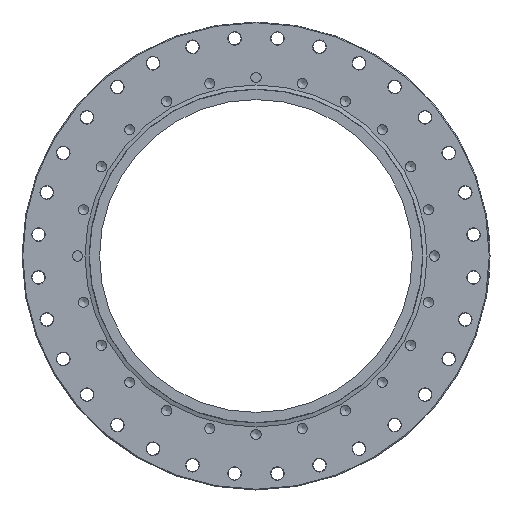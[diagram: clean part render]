
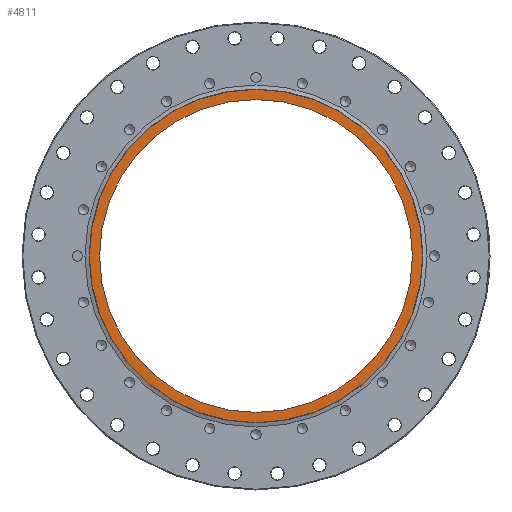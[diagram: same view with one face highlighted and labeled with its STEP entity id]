
A CAD part, front view. The second image highlights one B-rep face of the part: STEP entity #4811.
In plain terms, the highlighted planar face has unit normal (0, -1, 0).
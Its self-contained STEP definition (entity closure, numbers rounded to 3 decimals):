
#311=FACE_BOUND('',#1022,.T.);
#346=PLANE('',#5337);
#669=FACE_OUTER_BOUND('',#1021,.T.);
#1021=EDGE_LOOP('',(#4443,#4444));
#1022=EDGE_LOOP('',(#4445,#4446));
#1838=CIRCLE('',#5335,101.6);
#1839=CIRCLE('',#5336,101.6);
#1840=CIRCLE('',#5338,108.265);
#1841=CIRCLE('',#5339,108.265);
#2327=VERTEX_POINT('',#21130);
#2328=VERTEX_POINT('',#21132);
#2329=VERTEX_POINT('',#21136);
#2330=VERTEX_POINT('',#21137);
#3034=EDGE_CURVE('',#2328,#2327,#1838,.T.);
#3035=EDGE_CURVE('',#2327,#2328,#1839,.T.);
#3036=EDGE_CURVE('',#2329,#2330,#1840,.T.);
#3037=EDGE_CURVE('',#2330,#2329,#1841,.T.);
#4443=ORIENTED_EDGE('',*,*,#3036,.F.);
#4444=ORIENTED_EDGE('',*,*,#3037,.F.);
#4445=ORIENTED_EDGE('',*,*,#3034,.T.);
#4446=ORIENTED_EDGE('',*,*,#3035,.T.);
#4811=ADVANCED_FACE('',(#669,#311),#346,.T.);
#5335=AXIS2_PLACEMENT_3D('',#21133,#6601,#6602);
#5336=AXIS2_PLACEMENT_3D('',#21134,#6603,#6604);
#5337=AXIS2_PLACEMENT_3D('',#21135,#6605,#6606);
#5338=AXIS2_PLACEMENT_3D('',#21138,#6607,#6608);
#5339=AXIS2_PLACEMENT_3D('',#21139,#6609,#6610);
#6601=DIRECTION('center_axis',(0.,1.,0.));
#6602=DIRECTION('ref_axis',(1.,0.,0.));
#6603=DIRECTION('center_axis',(0.,1.,0.));
#6604=DIRECTION('ref_axis',(1.,0.,0.));
#6605=DIRECTION('center_axis',(0.,-1.,0.));
#6606=DIRECTION('ref_axis',(0.,0.,-1.));
#6607=DIRECTION('center_axis',(0.,1.,0.));
#6608=DIRECTION('ref_axis',(1.,0.,0.));
#6609=DIRECTION('center_axis',(0.,1.,0.));
#6610=DIRECTION('ref_axis',(1.,0.,0.));
#21130=CARTESIAN_POINT('',(101.6,1.17,0.));
#21132=CARTESIAN_POINT('',(-101.6,1.17,0.));
#21133=CARTESIAN_POINT('Origin',(0.,1.17,0.));
#21134=CARTESIAN_POINT('Origin',(0.,1.17,0.));
#21135=CARTESIAN_POINT('Origin',(-108.265,1.17,0.));
#21136=CARTESIAN_POINT('',(-108.265,1.17,0.));
#21137=CARTESIAN_POINT('',(108.265,1.17,0.));
#21138=CARTESIAN_POINT('Origin',(0.,1.17,0.));
#21139=CARTESIAN_POINT('Origin',(0.,1.17,0.));
